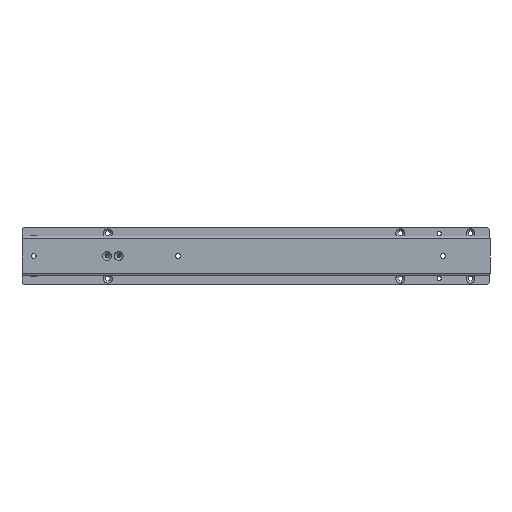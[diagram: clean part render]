
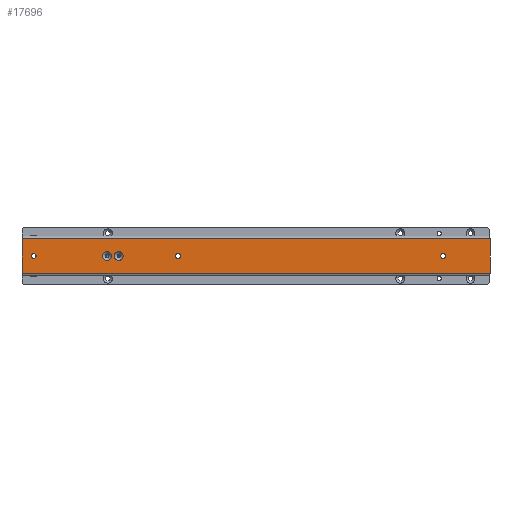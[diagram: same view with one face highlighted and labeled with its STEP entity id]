
A CAD part, front view. The second image highlights one B-rep face of the part: STEP entity #17696.
In plain terms, the highlighted face is planar.
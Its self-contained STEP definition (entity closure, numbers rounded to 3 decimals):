
#10 = DIRECTION ( 'NONE',  ( 0., 0., 1. ) ) ;
#242 = CARTESIAN_POINT ( 'NONE',  ( 600., 0., 22. ) ) ;
#600 = AXIS2_PLACEMENT_3D ( 'NONE', #3926, #13003, #11622 ) ;
#641 = CIRCLE ( 'NONE', #23619, 3.15 ) ;
#725 = DIRECTION ( 'NONE',  ( 0., 1., 0. ) ) ;
#1089 = FACE_BOUND ( 'NONE', #2776, .T. ) ;
#1136 = ORIENTED_EDGE ( 'NONE', *, *, #16584, .F. ) ;
#1259 = ORIENTED_EDGE ( 'NONE', *, *, #20000, .F. ) ;
#1279 = VECTOR ( 'NONE', #23350, 1000. ) ;
#1454 = ORIENTED_EDGE ( 'NONE', *, *, #18985, .F. ) ;
#2145 = CIRCLE ( 'NONE', #23141, 3.15 ) ;
#2173 = CIRCLE ( 'NONE', #18423, 5.75 ) ;
#2217 = CARTESIAN_POINT ( 'NONE',  ( 60., 0., 0. ) ) ;
#2238 = AXIS2_PLACEMENT_3D ( 'NONE', #8280, #6540, #2829 ) ;
#2497 = DIRECTION ( 'NONE',  ( 0., 1., 0. ) ) ;
#2530 = DIRECTION ( 'NONE',  ( 0., 0., -1. ) ) ;
#2637 = CARTESIAN_POINT ( 'NONE',  ( 400., 0., 3.15 ) ) ;
#2776 = EDGE_LOOP ( 'NONE', ( #6214, #10741 ) ) ;
#2829 = DIRECTION ( 'NONE',  ( 0., 0., -1. ) ) ;
#2857 = VECTOR ( 'NONE', #4943, 1000. ) ;
#2947 = FACE_BOUND ( 'NONE', #3938, .T. ) ;
#3163 = VERTEX_POINT ( 'NONE', #4136 ) ;
#3326 = CARTESIAN_POINT ( 'NONE',  ( 600., 0., 58. ) ) ;
#3449 = LINE ( 'NONE', #3326, #2857 ) ;
#3926 = CARTESIAN_POINT ( 'NONE',  ( 585., 0., 0. ) ) ;
#3938 = EDGE_LOOP ( 'NONE', ( #7975, #20234 ) ) ;
#4136 = CARTESIAN_POINT ( 'NONE',  ( 491., 0., 5.75 ) ) ;
#4254 = EDGE_CURVE ( 'NONE', #19443, #4369, #19284, .T. ) ;
#4344 = AXIS2_PLACEMENT_3D ( 'NONE', #9993, #15442, #2530 ) ;
#4349 = EDGE_LOOP ( 'NONE', ( #23182, #1259 ) ) ;
#4369 = VERTEX_POINT ( 'NONE', #10451 ) ;
#4377 = CARTESIAN_POINT ( 'NONE',  ( 400., 0., 0. ) ) ;
#4623 = DIRECTION ( 'NONE',  ( 0., 0., 1. ) ) ;
#4943 = DIRECTION ( 'NONE',  ( 0., 0., -1. ) ) ;
#5032 = CARTESIAN_POINT ( 'NONE',  ( 60., 0., 0. ) ) ;
#5145 = CARTESIAN_POINT ( 'NONE',  ( 60., 0., -3.15 ) ) ;
#5455 = CIRCLE ( 'NONE', #24057, 5.75 ) ;
#5917 = CARTESIAN_POINT ( 'NONE',  ( 400., 0., -3.15 ) ) ;
#6188 = EDGE_CURVE ( 'NONE', #3163, #6687, #2173, .T. ) ;
#6214 = ORIENTED_EDGE ( 'NONE', *, *, #6188, .T. ) ;
#6469 = DIRECTION ( 'NONE',  ( 0., 0., -1. ) ) ;
#6540 = DIRECTION ( 'NONE',  ( 0., -1., 0. ) ) ;
#6576 = CARTESIAN_POINT ( 'NONE',  ( 585., 0., 3.1 ) ) ;
#6635 = CARTESIAN_POINT ( 'NONE',  ( 491., 0., 0. ) ) ;
#6687 = VERTEX_POINT ( 'NONE', #11313 ) ;
#6759 = DIRECTION ( 'NONE',  ( 0., -1., 0. ) ) ;
#7058 = VERTEX_POINT ( 'NONE', #22072 ) ;
#7110 = VECTOR ( 'NONE', #19457, 1000. ) ;
#7135 = CARTESIAN_POINT ( 'NONE',  ( 585., 0., -3.1 ) ) ;
#7569 = DIRECTION ( 'NONE',  ( 0., 0., 1. ) ) ;
#7729 = CARTESIAN_POINT ( 'NONE',  ( 600., 0., -22. ) ) ;
#7975 = ORIENTED_EDGE ( 'NONE', *, *, #10618, .T. ) ;
#8280 = CARTESIAN_POINT ( 'NONE',  ( 600., 0., -58. ) ) ;
#8301 = EDGE_CURVE ( 'NONE', #4369, #17503, #14773, .T. ) ;
#8632 = DIRECTION ( 'NONE',  ( 0., 0., 1. ) ) ;
#8654 = FACE_BOUND ( 'NONE', #20393, .T. ) ;
#8718 = EDGE_LOOP ( 'NONE', ( #22597, #15841, #9262, #18424 ) ) ;
#9262 = ORIENTED_EDGE ( 'NONE', *, *, #8301, .T. ) ;
#9552 = DIRECTION ( 'NONE',  ( 0., 1., 0. ) ) ;
#9993 = CARTESIAN_POINT ( 'NONE',  ( 491., 0., 0. ) ) ;
#10139 = VERTEX_POINT ( 'NONE', #24246 ) ;
#10158 = CIRCLE ( 'NONE', #20073, 3.15 ) ;
#10192 = VERTEX_POINT ( 'NONE', #5145 ) ;
#10196 = AXIS2_PLACEMENT_3D ( 'NONE', #13198, #2497, #15896 ) ;
#10451 = CARTESIAN_POINT ( 'NONE',  ( 0., 0., -22. ) ) ;
#10618 = EDGE_CURVE ( 'NONE', #10139, #7058, #24218, .T. ) ;
#10741 = ORIENTED_EDGE ( 'NONE', *, *, #23256, .T. ) ;
#11293 = CARTESIAN_POINT ( 'NONE',  ( 0., 0., 58. ) ) ;
#11313 = CARTESIAN_POINT ( 'NONE',  ( 491., 0., -5.75 ) ) ;
#11508 = VERTEX_POINT ( 'NONE', #11834 ) ;
#11586 = VERTEX_POINT ( 'NONE', #16285 ) ;
#11622 = DIRECTION ( 'NONE',  ( 0., 0., 1. ) ) ;
#11696 = AXIS2_PLACEMENT_3D ( 'NONE', #5032, #12607, #8632 ) ;
#11834 = CARTESIAN_POINT ( 'NONE',  ( 60., 0., 3.15 ) ) ;
#12178 = EDGE_LOOP ( 'NONE', ( #1136, #16514 ) ) ;
#12376 = EDGE_CURVE ( 'NONE', #11586, #19443, #3449, .T. ) ;
#12607 = DIRECTION ( 'NONE',  ( 0., 1., 0. ) ) ;
#12940 = DIRECTION ( 'NONE',  ( 0., -1., 0. ) ) ;
#12978 = CARTESIAN_POINT ( 'NONE',  ( 600., 0., -22. ) ) ;
#13003 = DIRECTION ( 'NONE',  ( 0., 1., 0. ) ) ;
#13198 = CARTESIAN_POINT ( 'NONE',  ( 585., 0., 0. ) ) ;
#13747 = LINE ( 'NONE', #242, #7110 ) ;
#13800 = DIRECTION ( 'NONE',  ( 0., -1., 0. ) ) ;
#13926 = CARTESIAN_POINT ( 'NONE',  ( 476., 0., 0. ) ) ;
#14049 = EDGE_CURVE ( 'NONE', #16342, #15289, #2145, .T. ) ;
#14769 = VECTOR ( 'NONE', #7569, 1000. ) ;
#14773 = LINE ( 'NONE', #11293, #14769 ) ;
#15289 = VERTEX_POINT ( 'NONE', #2637 ) ;
#15442 = DIRECTION ( 'NONE',  ( 0., -1., 0. ) ) ;
#15677 = VERTEX_POINT ( 'NONE', #6576 ) ;
#15841 = ORIENTED_EDGE ( 'NONE', *, *, #4254, .T. ) ;
#15896 = DIRECTION ( 'NONE',  ( 0., 0., 1. ) ) ;
#16029 = EDGE_CURVE ( 'NONE', #10192, #11508, #641, .T. ) ;
#16175 = CARTESIAN_POINT ( 'NONE',  ( 0., 0., 22. ) ) ;
#16209 = FACE_BOUND ( 'NONE', #4349, .T. ) ;
#16216 = CARTESIAN_POINT ( 'NONE',  ( 400., 0., 0. ) ) ;
#16285 = CARTESIAN_POINT ( 'NONE',  ( 600., 0., 22. ) ) ;
#16304 = EDGE_CURVE ( 'NONE', #15677, #18208, #16448, .T. ) ;
#16342 = VERTEX_POINT ( 'NONE', #5917 ) ;
#16448 = CIRCLE ( 'NONE', #600, 3.1 ) ;
#16514 = ORIENTED_EDGE ( 'NONE', *, *, #16029, .F. ) ;
#16559 = DIRECTION ( 'NONE',  ( 0., 0., -1. ) ) ;
#16584 = EDGE_CURVE ( 'NONE', #11508, #10192, #22385, .T. ) ;
#17304 = CIRCLE ( 'NONE', #10196, 3.1 ) ;
#17503 = VERTEX_POINT ( 'NONE', #16175 ) ;
#17695 = FACE_BOUND ( 'NONE', #12178, .T. ) ;
#17696 = ADVANCED_FACE ( 'NONE', ( #2947, #1089, #17695, #8654, #16209, #21670 ), #23779, .F. ) ;
#17754 = DIRECTION ( 'NONE',  ( 0., 1., 0. ) ) ;
#18195 = DIRECTION ( 'NONE',  ( 0., 0., 1. ) ) ;
#18208 = VERTEX_POINT ( 'NONE', #7135 ) ;
#18276 = AXIS2_PLACEMENT_3D ( 'NONE', #18381, #12940, #18758 ) ;
#18381 = CARTESIAN_POINT ( 'NONE',  ( 476., 0., 0. ) ) ;
#18423 = AXIS2_PLACEMENT_3D ( 'NONE', #6635, #6759, #16559 ) ;
#18424 = ORIENTED_EDGE ( 'NONE', *, *, #22815, .T. ) ;
#18758 = DIRECTION ( 'NONE',  ( 0., 0., -1. ) ) ;
#18985 = EDGE_CURVE ( 'NONE', #15289, #16342, #10158, .T. ) ;
#19284 = LINE ( 'NONE', #7729, #1279 ) ;
#19443 = VERTEX_POINT ( 'NONE', #12978 ) ;
#19457 = DIRECTION ( 'NONE',  ( 1., 0., 0. ) ) ;
#20000 = EDGE_CURVE ( 'NONE', #18208, #15677, #17304, .T. ) ;
#20073 = AXIS2_PLACEMENT_3D ( 'NONE', #16216, #725, #18195 ) ;
#20234 = ORIENTED_EDGE ( 'NONE', *, *, #21234, .T. ) ;
#20393 = EDGE_LOOP ( 'NONE', ( #1454, #23523 ) ) ;
#21234 = EDGE_CURVE ( 'NONE', #7058, #10139, #5455, .T. ) ;
#21670 = FACE_OUTER_BOUND ( 'NONE', #8718, .T. ) ;
#22072 = CARTESIAN_POINT ( 'NONE',  ( 476., 0., -5.75 ) ) ;
#22385 = CIRCLE ( 'NONE', #11696, 3.15 ) ;
#22578 = CIRCLE ( 'NONE', #4344, 5.75 ) ;
#22597 = ORIENTED_EDGE ( 'NONE', *, *, #12376, .T. ) ;
#22815 = EDGE_CURVE ( 'NONE', #17503, #11586, #13747, .T. ) ;
#23141 = AXIS2_PLACEMENT_3D ( 'NONE', #4377, #17754, #4623 ) ;
#23182 = ORIENTED_EDGE ( 'NONE', *, *, #16304, .F. ) ;
#23256 = EDGE_CURVE ( 'NONE', #6687, #3163, #22578, .T. ) ;
#23350 = DIRECTION ( 'NONE',  ( -1., 0., 0. ) ) ;
#23523 = ORIENTED_EDGE ( 'NONE', *, *, #14049, .F. ) ;
#23619 = AXIS2_PLACEMENT_3D ( 'NONE', #2217, #9552, #10 ) ;
#23779 = PLANE ( 'NONE',  #2238 ) ;
#24057 = AXIS2_PLACEMENT_3D ( 'NONE', #13926, #13800, #6469 ) ;
#24218 = CIRCLE ( 'NONE', #18276, 5.75 ) ;
#24246 = CARTESIAN_POINT ( 'NONE',  ( 476., 0., 5.75 ) ) ;
